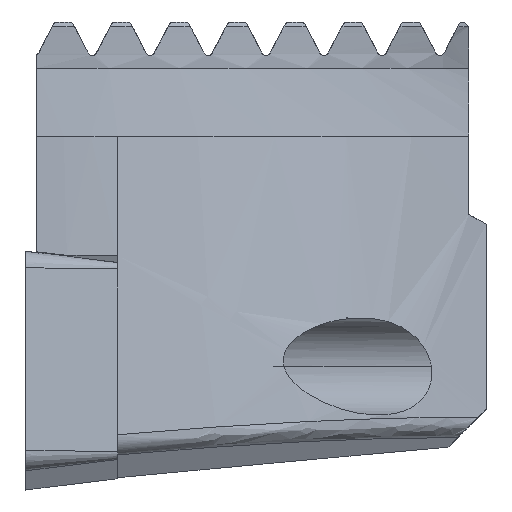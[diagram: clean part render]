
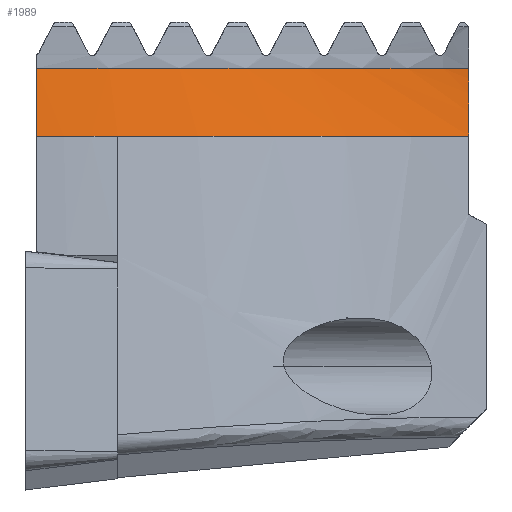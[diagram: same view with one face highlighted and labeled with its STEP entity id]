
A CAD part, left-side view. The second image highlights one B-rep face of the part: STEP entity #1989.
In plain terms, the highlighted conical face has half-angle 60 degrees and reference radius 19.5 mm.
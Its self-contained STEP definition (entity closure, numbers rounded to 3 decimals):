
#1989=ADVANCED_FACE('NONE',(#4991),#4992,.T.);
#2115=EDGE_CURVE('NONE',#3575,#2151,#5127,.F.);
#2151=VERTEX_POINT('NONE',#5166);
#2915=EDGE_CURVE('NONE',#4193,#2151,#5998,.T.);
#3209=VERTEX_POINT('NONE',#6323);
#3305=EDGE_CURVE('NONE',#3575,#4431,#6426,.T.);
#3575=VERTEX_POINT('NONE',#6718);
#4193=VERTEX_POINT('NONE',#7394);
#4297=EDGE_CURVE('NONE',#4193,#3209,#7507,.T.);
#4329=EDGE_CURVE('NONE',#3209,#4431,#7543,.T.);
#4431=VERTEX_POINT('NONE',#7658);
#4991=FACE_OUTER_BOUND('',#8921,.T.);
#4992=CONICAL_SURFACE('',#8922,19.5,1.047);
#5127=CIRCLE('',#9226,19.5);
#5166=CARTESIAN_POINT('',(21.144,-19.12,18.2));
#5998=(B_SPLINE_CURVE(2,(#11702,#11703,#11704),.UNSPECIFIED.,.F.,.F.)B_SPLINE_CURVE_WITH_KNOTS((3,3),(2.481,13.077),.UNSPECIFIED.)RATIONAL_B_SPLINE_CURVE((1.051,1.151,1.19))BOUNDED_CURVE()REPRESENTATION_ITEM('')GEOMETRIC_REPRESENTATION_ITEM()CURVE());
#6323=CARTESIAN_POINT('',(2.202,-3.97,15.277));
#6426=(B_SPLINE_CURVE(2,(#13387,#13388,#13389),.UNSPECIFIED.,.F.,.F.)B_SPLINE_CURVE_WITH_KNOTS((3,3),(2.974,8.771),.UNSPECIFIED.)RATIONAL_B_SPLINE_CURVE((1.009,1.015,1.007))BOUNDED_CURVE()REPRESENTATION_ITEM('')GEOMETRIC_REPRESENTATION_ITEM()CURVE());
#6718=CARTESIAN_POINT('',(7.,-0.47,18.2));
#7394=CARTESIAN_POINT('',(10.632,-19.12,15.277));
#7507=CIRCLE('',#16156,24.563);
#7543=CIRCLE('',#16274,24.563);
#7658=CARTESIAN_POINT('',(1.937,-0.47,15.277));
#8921=EDGE_LOOP('',(#17112,#17113,#17114,#17115,#17116));
#8922=AXIS2_PLACEMENT_3D('',#17117,#17118,#17119);
#9226=AXIS2_PLACEMENT_3D('',#17247,#17248,#17249);
#11702=CARTESIAN_POINT('',(10.632,-19.12,15.277));
#11703=CARTESIAN_POINT('',(16.492,-19.12,17.462));
#11704=CARTESIAN_POINT('',(21.144,-19.12,18.2));
#13387=CARTESIAN_POINT('',(7.,-0.47,18.2));
#13388=CARTESIAN_POINT('',(4.759,-0.47,16.906));
#13389=CARTESIAN_POINT('',(1.937,-0.47,15.277));
#16156=AXIS2_PLACEMENT_3D('',#19816,#19817,#19818);
#16274=AXIS2_PLACEMENT_3D('',#19855,#19856,#19857);
#17112=ORIENTED_EDGE('',*,*,#4297,.F.);
#17113=ORIENTED_EDGE('',*,*,#2915,.T.);
#17114=ORIENTED_EDGE('',*,*,#2115,.F.);
#17115=ORIENTED_EDGE('',*,*,#3305,.T.);
#17116=ORIENTED_EDGE('',*,*,#4329,.F.);
#17117=CARTESIAN_POINT('',(26.5,-0.37,18.2));
#17118=DIRECTION('',(0.,0.,-1.0));
#17119=DIRECTION('',(0.,1.0,0.));
#17247=CARTESIAN_POINT('',(26.5,-0.37,18.2));
#17248=DIRECTION('',(0.,0.,-1.0));
#17249=DIRECTION('',(0.,-1.0,0.));
#19816=CARTESIAN_POINT('',(26.5,-0.37,15.277));
#19817=DIRECTION('',(0.,0.,-1.0));
#19818=DIRECTION('',(0.,-1.0,0.));
#19855=CARTESIAN_POINT('',(26.5,-0.37,15.277));
#19856=DIRECTION('',(0.,0.,-1.0));
#19857=DIRECTION('',(0.,-1.0,0.));
